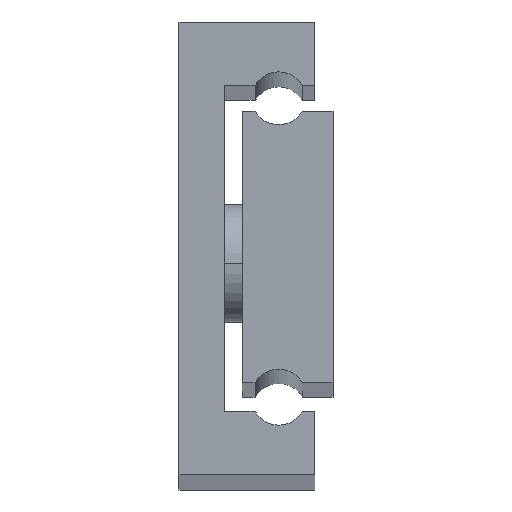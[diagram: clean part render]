
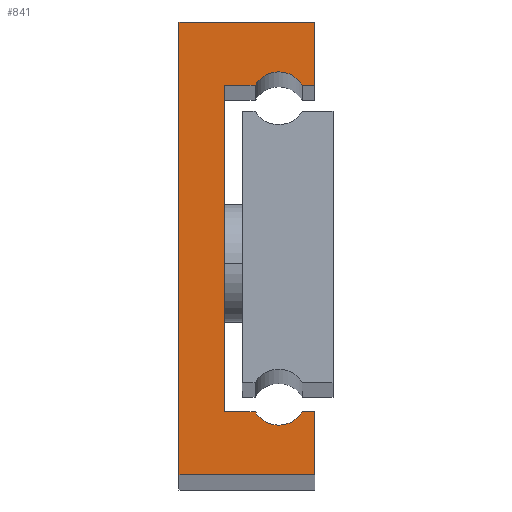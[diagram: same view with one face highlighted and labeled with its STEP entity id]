
A CAD part, top view. The second image highlights one B-rep face of the part: STEP entity #841.
In plain terms, the highlighted planar face has unit normal (0, 0, 1).
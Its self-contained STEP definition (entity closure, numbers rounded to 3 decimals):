
#1 = DIRECTION ( 'NONE',  ( -1., 0., 0. ) ) ;
#18 = VECTOR ( 'NONE', #1968, 1000. ) ;
#31 = CARTESIAN_POINT ( 'NONE',  ( 13.598, 7., 475. ) ) ;
#49 = VERTEX_POINT ( 'NONE', #2140 ) ;
#107 = DIRECTION ( 'NONE',  ( 0., 0., -1. ) ) ;
#182 = VERTEX_POINT ( 'NONE', #697 ) ;
#215 = DIRECTION ( 'NONE',  ( 1., 0., 0. ) ) ;
#229 = LINE ( 'NONE', #745, #1666 ) ;
#239 = VECTOR ( 'NONE', #1833, 1000. ) ;
#270 = LINE ( 'NONE', #2058, #1986 ) ;
#315 = VERTEX_POINT ( 'NONE', #1138 ) ;
#331 = EDGE_CURVE ( 'NONE', #1971, #1894, #1040, .T. ) ;
#340 = EDGE_CURVE ( 'NONE', #884, #933, #1826, .T. ) ;
#399 = CARTESIAN_POINT ( 'NONE',  ( 15., 50., 475. ) ) ;
#415 = EDGE_CURVE ( 'NONE', #182, #1249, #984, .T. ) ;
#426 = ORIENTED_EDGE ( 'NONE', *, *, #931, .T. ) ;
#432 = DIRECTION ( 'NONE',  ( 1., 0., 0. ) ) ;
#474 = CARTESIAN_POINT ( 'NONE',  ( 13.598, 43., 475. ) ) ;
#475 = EDGE_CURVE ( 'NONE', #315, #1361, #229, .T. ) ;
#500 = CARTESIAN_POINT ( 'NONE',  ( 0., 0., 475. ) ) ;
#531 = VERTEX_POINT ( 'NONE', #1729 ) ;
#560 = AXIS2_PLACEMENT_3D ( 'NONE', #1588, #107, #648 ) ;
#577 = DIRECTION ( 'NONE',  ( 0., 0., -1. ) ) ;
#602 = DIRECTION ( 'NONE',  ( -1., 0., 0. ) ) ;
#620 = EDGE_CURVE ( 'NONE', #531, #49, #270, .T. ) ;
#648 = DIRECTION ( 'NONE',  ( -1., 0., 0. ) ) ;
#686 = PLANE ( 'NONE',  #1744 ) ;
#690 = DIRECTION ( 'NONE',  ( -1., 0., 0. ) ) ;
#693 = ORIENTED_EDGE ( 'NONE', *, *, #811, .T. ) ;
#697 = CARTESIAN_POINT ( 'NONE',  ( 15., 50., 475. ) ) ;
#698 = CIRCLE ( 'NONE', #832, 3. ) ;
#713 = FACE_OUTER_BOUND ( 'NONE', #1353, .T. ) ;
#745 = CARTESIAN_POINT ( 'NONE',  ( 8.402, 43., 475. ) ) ;
#811 = EDGE_CURVE ( 'NONE', #933, #1593, #847, .T. ) ;
#821 = CARTESIAN_POINT ( 'NONE',  ( 11., 41.5, 475. ) ) ;
#832 = AXIS2_PLACEMENT_3D ( 'NONE', #1575, #577, #215 ) ;
#833 = ORIENTED_EDGE ( 'NONE', *, *, #1262, .T. ) ;
#841 = ADVANCED_FACE ( 'NONE', ( #713 ), #686, .F. ) ;
#847 = LINE ( 'NONE', #1840, #897 ) ;
#868 = CARTESIAN_POINT ( 'NONE',  ( 0., 0., 475. ) ) ;
#884 = VERTEX_POINT ( 'NONE', #868 ) ;
#897 = VECTOR ( 'NONE', #1194, 1000. ) ;
#907 = CARTESIAN_POINT ( 'NONE',  ( 15., 0., 475. ) ) ;
#912 = ORIENTED_EDGE ( 'NONE', *, *, #1038, .T. ) ;
#931 = EDGE_CURVE ( 'NONE', #1894, #182, #1738, .T. ) ;
#933 = VERTEX_POINT ( 'NONE', #907 ) ;
#975 = LINE ( 'NONE', #1984, #1209 ) ;
#982 = CARTESIAN_POINT ( 'NONE',  ( 0., 0., 475. ) ) ;
#984 = LINE ( 'NONE', #1671, #1911 ) ;
#986 = ORIENTED_EDGE ( 'NONE', *, *, #475, .T. ) ;
#1038 = EDGE_CURVE ( 'NONE', #1257, #531, #698, .T. ) ;
#1040 = LINE ( 'NONE', #1122, #18 ) ;
#1055 = EDGE_CURVE ( 'NONE', #1361, #1971, #1746, .T. ) ;
#1122 = CARTESIAN_POINT ( 'NONE',  ( 15., 43., 475. ) ) ;
#1138 = CARTESIAN_POINT ( 'NONE',  ( 5., 43., 475. ) ) ;
#1139 = LINE ( 'NONE', #1867, #1355 ) ;
#1147 = ORIENTED_EDGE ( 'NONE', *, *, #340, .T. ) ;
#1194 = DIRECTION ( 'NONE',  ( 0., 1., 0. ) ) ;
#1203 = ORIENTED_EDGE ( 'NONE', *, *, #331, .T. ) ;
#1209 = VECTOR ( 'NONE', #1, 1000. ) ;
#1217 = ORIENTED_EDGE ( 'NONE', *, *, #2081, .T. ) ;
#1249 = VERTEX_POINT ( 'NONE', #1695 ) ;
#1256 = CARTESIAN_POINT ( 'NONE',  ( 15., 43., 475. ) ) ;
#1257 = VERTEX_POINT ( 'NONE', #31 ) ;
#1262 = EDGE_CURVE ( 'NONE', #1593, #1257, #975, .T. ) ;
#1292 = ORIENTED_EDGE ( 'NONE', *, *, #415, .T. ) ;
#1294 = CARTESIAN_POINT ( 'NONE',  ( 15., 7., 475. ) ) ;
#1345 = DIRECTION ( 'NONE',  ( 0., 0., -1. ) ) ;
#1350 = VECTOR ( 'NONE', #1932, 1000. ) ;
#1353 = EDGE_LOOP ( 'NONE', ( #1217, #1147, #693, #833, #912, #1477, #1819, #986, #2041, #1203, #426, #1292 ) ) ;
#1355 = VECTOR ( 'NONE', #1993, 1000. ) ;
#1361 = VERTEX_POINT ( 'NONE', #2029 ) ;
#1477 = ORIENTED_EDGE ( 'NONE', *, *, #620, .T. ) ;
#1575 = CARTESIAN_POINT ( 'NONE',  ( 11., 8.5, 475. ) ) ;
#1588 = CARTESIAN_POINT ( 'NONE',  ( 11., 41.5, 475. ) ) ;
#1593 = VERTEX_POINT ( 'NONE', #1294 ) ;
#1660 = EDGE_CURVE ( 'NONE', #49, #315, #1139, .T. ) ;
#1666 = VECTOR ( 'NONE', #432, 1000. ) ;
#1671 = CARTESIAN_POINT ( 'NONE',  ( 0., 50., 475. ) ) ;
#1695 = CARTESIAN_POINT ( 'NONE',  ( 0., 50., 475. ) ) ;
#1729 = CARTESIAN_POINT ( 'NONE',  ( 8.402, 7., 475. ) ) ;
#1738 = LINE ( 'NONE', #399, #1350 ) ;
#1744 = AXIS2_PLACEMENT_3D ( 'NONE', #821, #1345, #2020 ) ;
#1746 = CIRCLE ( 'NONE', #560, 3. ) ;
#1819 = ORIENTED_EDGE ( 'NONE', *, *, #1660, .T. ) ;
#1826 = LINE ( 'NONE', #500, #239 ) ;
#1833 = DIRECTION ( 'NONE',  ( 1., 0., 0. ) ) ;
#1840 = CARTESIAN_POINT ( 'NONE',  ( 15., 0., 475. ) ) ;
#1841 = LINE ( 'NONE', #982, #1842 ) ;
#1842 = VECTOR ( 'NONE', #2010, 1000. ) ;
#1867 = CARTESIAN_POINT ( 'NONE',  ( 5., 7., 475. ) ) ;
#1894 = VERTEX_POINT ( 'NONE', #1256 ) ;
#1911 = VECTOR ( 'NONE', #690, 1000. ) ;
#1932 = DIRECTION ( 'NONE',  ( 0., 1., 0. ) ) ;
#1968 = DIRECTION ( 'NONE',  ( 1., 0., 0. ) ) ;
#1971 = VERTEX_POINT ( 'NONE', #474 ) ;
#1984 = CARTESIAN_POINT ( 'NONE',  ( 15., 7., 475. ) ) ;
#1986 = VECTOR ( 'NONE', #602, 1000. ) ;
#1993 = DIRECTION ( 'NONE',  ( 0., 1., 0. ) ) ;
#2010 = DIRECTION ( 'NONE',  ( 0., -1., 0. ) ) ;
#2020 = DIRECTION ( 'NONE',  ( -1., 0., 0. ) ) ;
#2029 = CARTESIAN_POINT ( 'NONE',  ( 8.402, 43., 475. ) ) ;
#2041 = ORIENTED_EDGE ( 'NONE', *, *, #1055, .T. ) ;
#2058 = CARTESIAN_POINT ( 'NONE',  ( 8.402, 7., 475. ) ) ;
#2081 = EDGE_CURVE ( 'NONE', #1249, #884, #1841, .T. ) ;
#2140 = CARTESIAN_POINT ( 'NONE',  ( 5., 7., 475. ) ) ;
